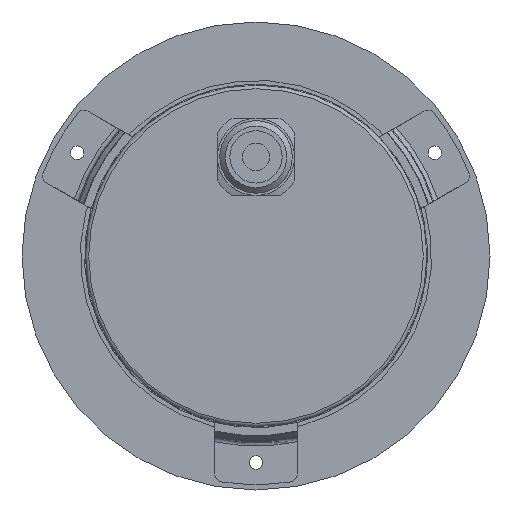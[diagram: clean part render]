
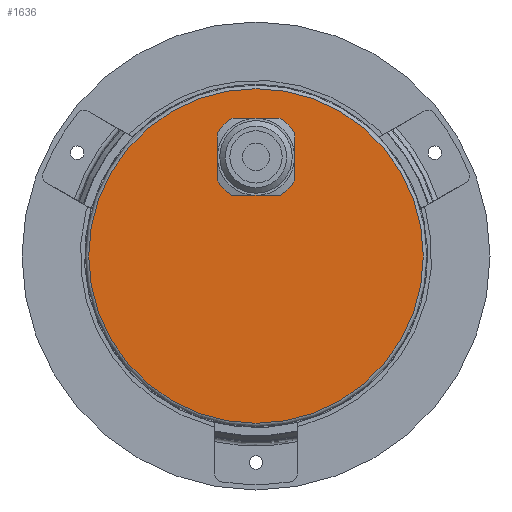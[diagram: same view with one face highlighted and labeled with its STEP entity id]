
A CAD part, front view. The second image highlights one B-rep face of the part: STEP entity #1636.
In plain terms, the highlighted planar face has unit normal (0, -1, 0).
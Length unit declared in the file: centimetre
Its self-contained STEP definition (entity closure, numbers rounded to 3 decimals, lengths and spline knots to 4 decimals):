
#140=FACE_BOUND('',#415,.T.);
#183=LINE('',#2426,#249);
#184=LINE('',#2430,#250);
#185=LINE('',#2434,#251);
#186=LINE('',#2438,#252);
#249=VECTOR('',#1948,0.8732);
#250=VECTOR('',#1951,0.8732);
#251=VECTOR('',#1954,0.8732);
#252=VECTOR('',#1957,0.8732);
#315=FACE_OUTER_BOUND('',#414,.T.);
#414=EDGE_LOOP('',(#1052));
#415=EDGE_LOOP('',(#1053,#1054,#1055,#1056,#1057,#1058,#1059,#1060));
#556=CIRCLE('',#1738,3.0386);
#557=CIRCLE('',#1739,0.825);
#558=CIRCLE('',#1740,0.825);
#559=CIRCLE('',#1741,0.825);
#560=CIRCLE('',#1742,0.825);
#662=VERTEX_POINT('',#2422);
#663=VERTEX_POINT('',#2424);
#664=VERTEX_POINT('',#2425);
#665=VERTEX_POINT('',#2427);
#666=VERTEX_POINT('',#2429);
#667=VERTEX_POINT('',#2431);
#668=VERTEX_POINT('',#2433);
#669=VERTEX_POINT('',#2435);
#670=VERTEX_POINT('',#2437);
#824=EDGE_CURVE('',#662,#662,#556,.T.);
#825=EDGE_CURVE('',#663,#664,#183,.T.);
#826=EDGE_CURVE('',#664,#665,#557,.T.);
#827=EDGE_CURVE('',#665,#666,#184,.T.);
#828=EDGE_CURVE('',#666,#667,#558,.T.);
#829=EDGE_CURVE('',#667,#668,#185,.T.);
#830=EDGE_CURVE('',#668,#669,#559,.T.);
#831=EDGE_CURVE('',#669,#670,#186,.T.);
#832=EDGE_CURVE('',#670,#663,#560,.T.);
#1052=ORIENTED_EDGE('',*,*,#824,.T.);
#1053=ORIENTED_EDGE('',*,*,#825,.T.);
#1054=ORIENTED_EDGE('',*,*,#826,.T.);
#1055=ORIENTED_EDGE('',*,*,#827,.T.);
#1056=ORIENTED_EDGE('',*,*,#828,.T.);
#1057=ORIENTED_EDGE('',*,*,#829,.T.);
#1058=ORIENTED_EDGE('',*,*,#830,.T.);
#1059=ORIENTED_EDGE('',*,*,#831,.T.);
#1060=ORIENTED_EDGE('',*,*,#832,.T.);
#1508=PLANE('',#1737);
#1636=ADVANCED_FACE('',(#315,#140),#1508,.F.);
#1737=AXIS2_PLACEMENT_3D('',#2421,#1944,#1945);
#1738=AXIS2_PLACEMENT_3D('',#2423,#1946,#1947);
#1739=AXIS2_PLACEMENT_3D('',#2428,#1949,#1950);
#1740=AXIS2_PLACEMENT_3D('',#2432,#1952,#1953);
#1741=AXIS2_PLACEMENT_3D('',#2436,#1955,#1956);
#1742=AXIS2_PLACEMENT_3D('',#2439,#1958,#1959);
#1944=DIRECTION('center_axis',(0.,1.,0.));
#1945=DIRECTION('ref_axis',(0.,0.,1.));
#1946=DIRECTION('center_axis',(0.,-1.,0.));
#1947=DIRECTION('ref_axis',(0.,0.,
-1.));
#1948=DIRECTION('',(0.,0.,1.));
#1949=DIRECTION('center_axis',(0.,1.,0.));
#1950=DIRECTION('ref_axis',(1.,0.,0.));
#1951=DIRECTION('',(1.,0.,0.));
#1952=DIRECTION('center_axis',(0.,1.,0.));
#1953=DIRECTION('ref_axis',(1.,0.,0.));
#1954=DIRECTION('',(0.,0.,-1.));
#1955=DIRECTION('center_axis',(0.,1.,0.));
#1956=DIRECTION('ref_axis',(1.,0.,0.));
#1957=DIRECTION('',(-1.,0.,0.));
#1958=DIRECTION('center_axis',(0.,1.,0.));
#1959=DIRECTION('ref_axis',(1.,0.,0.));
#2421=CARTESIAN_POINT('Origin',(0.,2.416,
0.));
#2422=CARTESIAN_POINT('',(0.,2.416,-4.8386));
#2423=CARTESIAN_POINT('Origin',(0.,2.416,
-1.8));
#2424=CARTESIAN_POINT('',(-0.7,2.416,-0.4366));
#2425=CARTESIAN_POINT('',(-0.7,2.416,0.4366));
#2426=CARTESIAN_POINT('',(-0.7,2.416,0.35));
#2427=CARTESIAN_POINT('',(-0.4366,2.416,0.7));
#2428=CARTESIAN_POINT('Origin',(0.,2.416,0.));
#2429=CARTESIAN_POINT('',(0.4366,2.416,0.7));
#2430=CARTESIAN_POINT('',(0.35,2.416,0.7));
#2431=CARTESIAN_POINT('',(0.7,2.416,0.4366));
#2432=CARTESIAN_POINT('Origin',(0.,2.416,0.));
#2433=CARTESIAN_POINT('',(0.7,2.416,-0.4366));
#2434=CARTESIAN_POINT('',(0.7,2.416,-0.35));
#2435=CARTESIAN_POINT('',(0.4366,2.416,-0.7));
#2436=CARTESIAN_POINT('Origin',(0.,2.416,0.));
#2437=CARTESIAN_POINT('',(-0.4366,2.416,-0.7));
#2438=CARTESIAN_POINT('',(-0.35,2.416,-0.7));
#2439=CARTESIAN_POINT('Origin',(0.,2.416,0.));
